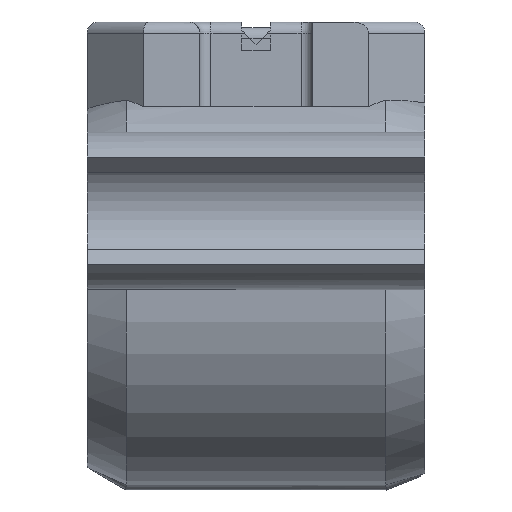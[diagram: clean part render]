
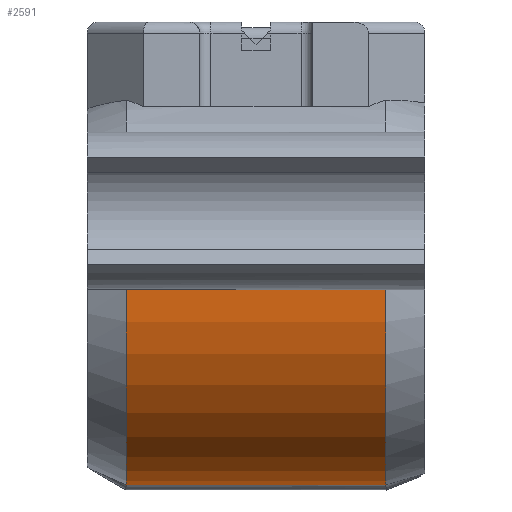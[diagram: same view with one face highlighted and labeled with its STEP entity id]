
A CAD part, left-side view. The second image highlights one B-rep face of the part: STEP entity #2591.
In plain terms, the highlighted cylindrical face has radius 7 mm (diameter 14 mm), a partial arc.
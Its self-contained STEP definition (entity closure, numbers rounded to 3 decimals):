
#265=FACE_OUTER_BOUND('',#422,.T.);
#422=EDGE_LOOP('',(#1989,#1990,#1991,#1992));
#611=LINE('',#4260,#792);
#614=LINE('',#4302,#795);
#792=VECTOR('',#3388,10.);
#795=VECTOR('',#3417,10.);
#931=CIRCLE('',#2835,7.);
#933=CIRCLE('',#2840,7.);
#1128=VERTEX_POINT('',#4251);
#1129=VERTEX_POINT('',#4258);
#1133=VERTEX_POINT('',#4282);
#1135=VERTEX_POINT('',#4300);
#1441=EDGE_CURVE('',#1129,#1128,#611,.T.);
#1448=EDGE_CURVE('',#1128,#1133,#931,.T.);
#1453=EDGE_CURVE('',#1135,#1129,#933,.T.);
#1454=EDGE_CURVE('',#1135,#1133,#614,.T.);
#1989=ORIENTED_EDGE('',*,*,#1448,.F.);
#1990=ORIENTED_EDGE('',*,*,#1441,.F.);
#1991=ORIENTED_EDGE('',*,*,#1453,.F.);
#1992=ORIENTED_EDGE('',*,*,#1454,.T.);
#2484=CYLINDRICAL_SURFACE('',#2839,7.);
#2591=ADVANCED_FACE('',(#265),#2484,.T.);
#2835=AXIS2_PLACEMENT_3D('',#4283,#3404,#3405);
#2839=AXIS2_PLACEMENT_3D('',#4299,#3413,#3414);
#2840=AXIS2_PLACEMENT_3D('',#4301,#3415,#3416);
#3388=DIRECTION('',(0.,1.,0.));
#3404=DIRECTION('center_axis',(0.,1.,0.));
#3405=DIRECTION('ref_axis',(-0.906,0.,0.423));
#3413=DIRECTION('center_axis',(0.,1.,0.));
#3414=DIRECTION('ref_axis',(0.906,0.,-0.423));
#3415=DIRECTION('center_axis',(0.,-1.,0.));
#3416=DIRECTION('ref_axis',(-0.906,0.,0.423));
#3417=DIRECTION('',(0.,1.,0.));
#4251=CARTESIAN_POINT('',(2.142,10.6,-6.664));
#4258=CARTESIAN_POINT('',(2.142,1.4,-6.664));
#4260=CARTESIAN_POINT('',(2.142,0.,-6.664));
#4282=CARTESIAN_POINT('',(-7.,10.6,-0.02));
#4283=CARTESIAN_POINT('Origin',(0.,10.6,0.));
#4299=CARTESIAN_POINT('Origin',(0.,0.,0.));
#4300=CARTESIAN_POINT('',(-7.,1.4,-0.02));
#4301=CARTESIAN_POINT('Origin',(0.,1.4,0.));
#4302=CARTESIAN_POINT('',(-7.,0.,-0.02));
